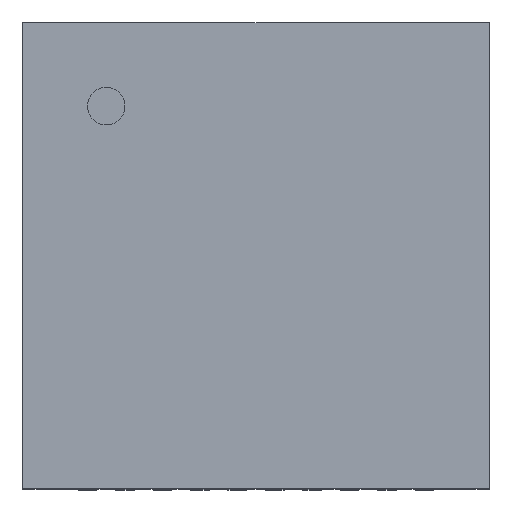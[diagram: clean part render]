
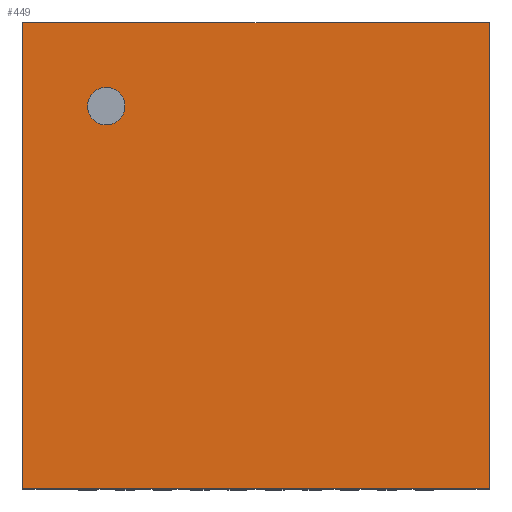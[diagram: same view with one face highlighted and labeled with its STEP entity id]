
A CAD part, top view. The second image highlights one B-rep face of the part: STEP entity #449.
In plain terms, the highlighted planar face has unit normal (0, 0, 1).
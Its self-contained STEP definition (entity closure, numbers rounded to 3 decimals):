
#93 = EDGE_CURVE('',#94,#96,#98,.T.);
#94 = VERTEX_POINT('',#95);
#95 = CARTESIAN_POINT('',(-2.49,2.49,0.75));
#96 = VERTEX_POINT('',#97);
#97 = CARTESIAN_POINT('',(2.49,2.49,0.75));
#98 = LINE('',#99,#100);
#99 = CARTESIAN_POINT('',(-2.49,2.49,0.75));
#100 = VECTOR('',#101,1.);
#101 = DIRECTION('',(1.,0.,0.));
#449 = ADVANCED_FACE('',(#450),#475,.T.);
#450 = FACE_BOUND('',#451,.T.);
#451 = EDGE_LOOP('',(#452,#453,#461,#469));
#452 = ORIENTED_EDGE('',*,*,#93,.F.);
#453 = ORIENTED_EDGE('',*,*,#454,.T.);
#454 = EDGE_CURVE('',#94,#455,#457,.T.);
#455 = VERTEX_POINT('',#456);
#456 = CARTESIAN_POINT('',(-2.49,-2.49,0.75));
#457 = LINE('',#458,#459);
#458 = CARTESIAN_POINT('',(-2.49,2.49,0.75));
#459 = VECTOR('',#460,1.);
#460 = DIRECTION('',(0.,-1.,0.));
#461 = ORIENTED_EDGE('',*,*,#462,.T.);
#462 = EDGE_CURVE('',#455,#463,#465,.T.);
#463 = VERTEX_POINT('',#464);
#464 = CARTESIAN_POINT('',(2.49,-2.49,0.75));
#465 = LINE('',#466,#467);
#466 = CARTESIAN_POINT('',(-2.49,-2.49,0.75));
#467 = VECTOR('',#468,1.);
#468 = DIRECTION('',(1.,0.,0.));
#469 = ORIENTED_EDGE('',*,*,#470,.F.);
#470 = EDGE_CURVE('',#96,#463,#471,.T.);
#471 = LINE('',#472,#473);
#472 = CARTESIAN_POINT('',(2.49,2.49,0.75));
#473 = VECTOR('',#474,1.);
#474 = DIRECTION('',(0.,-1.,0.));
#475 = PLANE('',#476);
#476 = AXIS2_PLACEMENT_3D('',#477,#478,#479);
#477 = CARTESIAN_POINT('',(-2.49,2.49,0.75));
#478 = DIRECTION('',(0.,0.,1.));
#479 = DIRECTION('',(0.,-1.,0.));
